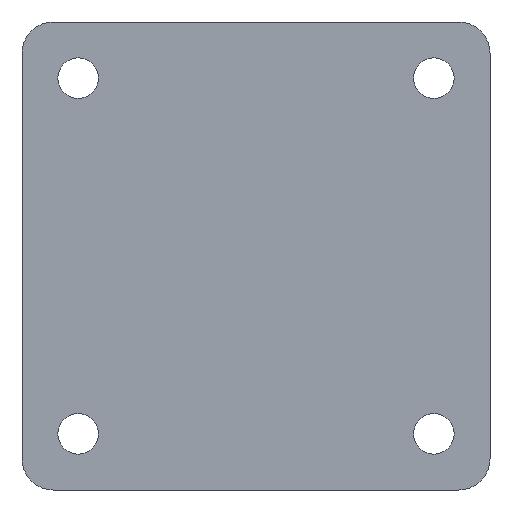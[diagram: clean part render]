
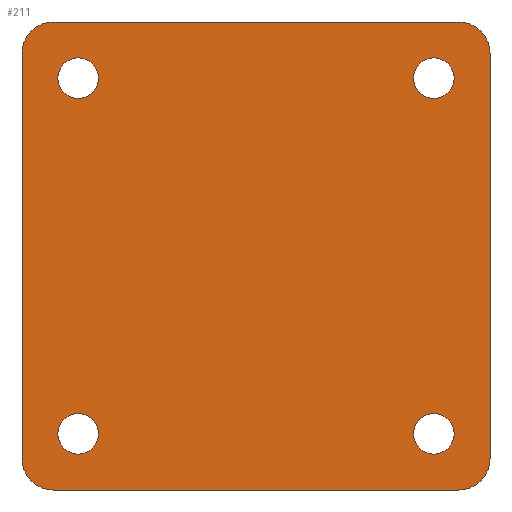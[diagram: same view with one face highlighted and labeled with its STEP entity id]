
A CAD part, front view. The second image highlights one B-rep face of the part: STEP entity #211.
In plain terms, the highlighted planar face has unit normal (0, -1, 0).
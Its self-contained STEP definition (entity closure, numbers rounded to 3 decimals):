
#211 = ADVANCED_FACE( '', ( #438, #439, #440, #441, #442 ), #443, .F. );
#438 = FACE_BOUND( '', #663, .T. );
#439 = FACE_BOUND( '', #664, .T. );
#440 = FACE_BOUND( '', #665, .T. );
#441 = FACE_BOUND( '', #666, .T. );
#442 = FACE_OUTER_BOUND( '', #667, .T. );
#443 = PLANE( '', #668 );
#663 = EDGE_LOOP( '', ( #1222 ) );
#664 = EDGE_LOOP( '', ( #1223 ) );
#665 = EDGE_LOOP( '', ( #1224 ) );
#666 = EDGE_LOOP( '', ( #1225 ) );
#667 = EDGE_LOOP( '', ( #1226, #1227, #1228, #1229, #1230, #1231, #1232, #1233 ) );
#668 = AXIS2_PLACEMENT_3D( '', #1234, #1235, #1236 );
#1222 = ORIENTED_EDGE( '', *, *, #1323, .T. );
#1223 = ORIENTED_EDGE( '', *, *, #1276, .T. );
#1224 = ORIENTED_EDGE( '', *, *, #1392, .T. );
#1225 = ORIENTED_EDGE( '', *, *, #1268, .T. );
#1226 = ORIENTED_EDGE( '', *, *, #1416, .F. );
#1227 = ORIENTED_EDGE( '', *, *, #1405, .F. );
#1228 = ORIENTED_EDGE( '', *, *, #1309, .F. );
#1229 = ORIENTED_EDGE( '', *, *, #1363, .F. );
#1230 = ORIENTED_EDGE( '', *, *, #1413, .F. );
#1231 = ORIENTED_EDGE( '', *, *, #1338, .F. );
#1232 = ORIENTED_EDGE( '', *, *, #1409, .F. );
#1233 = ORIENTED_EDGE( '', *, *, #1486, .F. );
#1234 = CARTESIAN_POINT( '', ( -32.5, 0., -32.5 ) );
#1235 = DIRECTION( '', ( 0., 1., 0. ) );
#1236 = DIRECTION( '', ( 0., 0., 1. ) );
#1268 = EDGE_CURVE( '', #1498, #1498, #1499, .T. );
#1276 = EDGE_CURVE( '', #1512, #1512, #1513, .T. );
#1309 = EDGE_CURVE( '', #1571, #1572, #1573, .T. );
#1323 = EDGE_CURVE( '', #1595, #1595, #1596, .T. );
#1338 = EDGE_CURVE( '', #1619, #1620, #1621, .T. );
#1363 = EDGE_CURVE( '', #1656, #1571, #1657, .T. );
#1392 = EDGE_CURVE( '', #1700, #1700, #1701, .T. );
#1405 = EDGE_CURVE( '', #1572, #1718, #1719, .T. );
#1409 = EDGE_CURVE( '', #1724, #1619, #1725, .T. );
#1413 = EDGE_CURVE( '', #1620, #1656, #1730, .T. );
#1416 = EDGE_CURVE( '', #1718, #1733, #1734, .T. );
#1486 = EDGE_CURVE( '', #1733, #1724, #1825, .T. );
#1498 = VERTEX_POINT( '', #1837 );
#1499 = CIRCLE( '', #1838, 3.25 );
#1512 = VERTEX_POINT( '', #1855 );
#1513 = CIRCLE( '', #1856, 3.25 );
#1571 = VERTEX_POINT( '', #1931 );
#1572 = VERTEX_POINT( '', #1932 );
#1573 = CIRCLE( '', #1933, 5. );
#1595 = VERTEX_POINT( '', #1961 );
#1596 = CIRCLE( '', #1962, 3.25 );
#1619 = VERTEX_POINT( '', #1993 );
#1620 = VERTEX_POINT( '', #1994 );
#1621 = LINE( '', #1995, #1996 );
#1656 = VERTEX_POINT( '', #2046 );
#1657 = LINE( '', #2047, #2048 );
#1700 = VERTEX_POINT( '', #2111 );
#1701 = CIRCLE( '', #2112, 3.25 );
#1718 = VERTEX_POINT( '', #2137 );
#1719 = LINE( '', #2138, #2139 );
#1724 = VERTEX_POINT( '', #2146 );
#1725 = CIRCLE( '', #2147, 5. );
#1730 = CIRCLE( '', #2153, 5. );
#1733 = VERTEX_POINT( '', #2156 );
#1734 = CIRCLE( '', #2157, 5. );
#1825 = LINE( '', #2287, #2288 );
#1837 = CARTESIAN_POINT( '', ( -25.25, 0., -28.5 ) );
#1838 = AXIS2_PLACEMENT_3D( '', #2301, #2302, #2303 );
#1855 = CARTESIAN_POINT( '', ( 31.75, 0., -28.5 ) );
#1856 = AXIS2_PLACEMENT_3D( '', #2311, #2312, #2313 );
#1931 = CARTESIAN_POINT( '', ( 37.5, 0., -32.5 ) );
#1932 = CARTESIAN_POINT( '', ( 32.5, 0., -37.5 ) );
#1933 = AXIS2_PLACEMENT_3D( '', #2355, #2356, #2357 );
#1961 = CARTESIAN_POINT( '', ( 31.75, 0., 28.5 ) );
#1962 = AXIS2_PLACEMENT_3D( '', #2376, #2377, #2378 );
#1993 = CARTESIAN_POINT( '', ( -32.5, 0., 37.5 ) );
#1994 = CARTESIAN_POINT( '', ( 32.5, 0., 37.5 ) );
#1995 = CARTESIAN_POINT( '', ( -32.5, 0., 37.5 ) );
#1996 = VECTOR( '', #2393, 1000. );
#2046 = CARTESIAN_POINT( '', ( 37.5, 0., 32.5 ) );
#2047 = CARTESIAN_POINT( '', ( 37.5, 0., 32.5 ) );
#2048 = VECTOR( '', #2418, 1000. );
#2111 = CARTESIAN_POINT( '', ( -25.25, 0., 28.5 ) );
#2112 = AXIS2_PLACEMENT_3D( '', #2445, #2446, #2447 );
#2137 = CARTESIAN_POINT( '', ( -32.5, 0., -37.5 ) );
#2138 = CARTESIAN_POINT( '', ( 32.5, 0., -37.5 ) );
#2139 = VECTOR( '', #2456, 1000. );
#2146 = CARTESIAN_POINT( '', ( -37.5, 0., 32.5 ) );
#2147 = AXIS2_PLACEMENT_3D( '', #2459, #2460, #2461 );
#2153 = AXIS2_PLACEMENT_3D( '', #2466, #2467, #2468 );
#2156 = CARTESIAN_POINT( '', ( -37.5, 0., -32.5 ) );
#2157 = AXIS2_PLACEMENT_3D( '', #2472, #2473, #2474 );
#2287 = CARTESIAN_POINT( '', ( -37.5, 0., -32.5 ) );
#2288 = VECTOR( '', #2529, 1000. );
#2301 = CARTESIAN_POINT( '', ( -28.5, 0., -28.5 ) );
#2302 = DIRECTION( '', ( 0., 1., 0. ) );
#2303 = DIRECTION( '', ( 1., 0., 0. ) );
#2311 = CARTESIAN_POINT( '', ( 28.5, 0., -28.5 ) );
#2312 = DIRECTION( '', ( 0., 1., 0. ) );
#2313 = DIRECTION( '', ( 1., 0., 0. ) );
#2355 = CARTESIAN_POINT( '', ( 32.5, 0., -32.5 ) );
#2356 = DIRECTION( '', ( 0., 1., 0. ) );
#2357 = DIRECTION( '', ( 1., 0., 0. ) );
#2376 = CARTESIAN_POINT( '', ( 28.5, 0., 28.5 ) );
#2377 = DIRECTION( '', ( 0., 1., 0. ) );
#2378 = DIRECTION( '', ( 1., 0., 0. ) );
#2393 = DIRECTION( '', ( 1., 0., 0. ) );
#2418 = DIRECTION( '', ( 0., 0., -1. ) );
#2445 = CARTESIAN_POINT( '', ( -28.5, 0., 28.5 ) );
#2446 = DIRECTION( '', ( 0., 1., 0. ) );
#2447 = DIRECTION( '', ( 1., 0., 0. ) );
#2456 = DIRECTION( '', ( -1., 0., 0. ) );
#2459 = CARTESIAN_POINT( '', ( -32.5, 0., 32.5 ) );
#2460 = DIRECTION( '', ( 0., 1., 0. ) );
#2461 = DIRECTION( '', ( 1., 0., 0. ) );
#2466 = CARTESIAN_POINT( '', ( 32.5, 0., 32.5 ) );
#2467 = DIRECTION( '', ( 0., 1., 0. ) );
#2468 = DIRECTION( '', ( 1., 0., 0. ) );
#2472 = CARTESIAN_POINT( '', ( -32.5, 0., -32.5 ) );
#2473 = DIRECTION( '', ( 0., 1., 0. ) );
#2474 = DIRECTION( '', ( 1., 0., 0. ) );
#2529 = DIRECTION( '', ( 0., 0., 1. ) );
